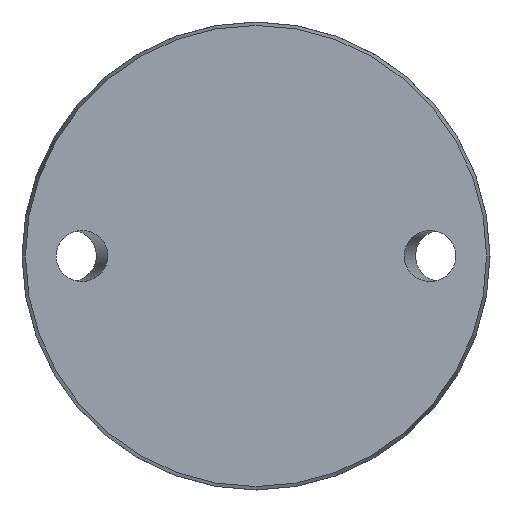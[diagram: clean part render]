
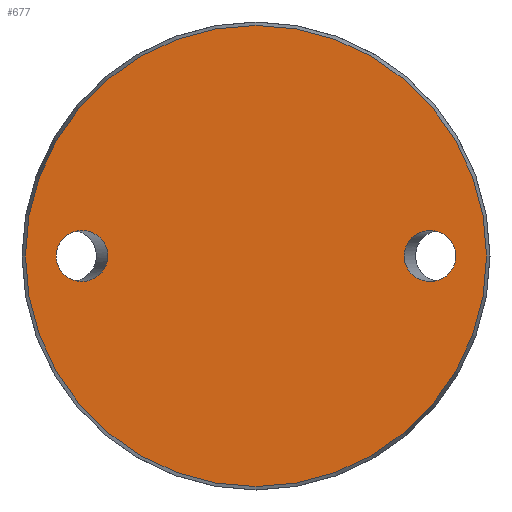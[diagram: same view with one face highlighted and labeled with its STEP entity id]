
A CAD part, front view. The second image highlights one B-rep face of the part: STEP entity #677.
In plain terms, the highlighted planar face has unit normal (0, -1, 0).
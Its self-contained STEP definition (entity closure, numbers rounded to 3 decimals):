
#24 = ORIENTED_EDGE ( 'NONE', *, *, #948, .T. ) ;
#25 = CARTESIAN_POINT ( 'NONE',  ( 24.691, 0., -8.5 ) ) ;
#47 = CARTESIAN_POINT ( 'NONE',  ( -24.691, 0., 8.5 ) ) ;
#56 = FACE_OUTER_BOUND ( 'NONE', #501, .T. ) ;
#70 = CARTESIAN_POINT ( 'NONE',  ( -38.425, 0., 0. ) ) ;
#75 = DIRECTION ( 'NONE',  ( 0., 0., 1. ) ) ;
#85 =( BOUNDED_CURVE ( )  B_SPLINE_CURVE ( 3, ( #689, #25, #907, #542, #843, #103, #402 ),
 .UNSPECIFIED., .T., .T. ) 
 B_SPLINE_CURVE_WITH_KNOTS ( ( 4, 3, 4 ),
 ( 0., 3.142, 6.283 ),
 .UNSPECIFIED. ) 
 CURVE ( )  GEOMETRIC_REPRESENTATION_ITEM ( )  RATIONAL_B_SPLINE_CURVE ( ( 1., 0.333, 0.333, 1., 0.333, 0.333, 1. ) ) 
 REPRESENTATION_ITEM ( '' )  );
#87 = EDGE_LOOP ( 'NONE', ( #24 ) ) ;
#103 = CARTESIAN_POINT ( 'NONE',  ( 24.691, 0., 8.5 ) ) ;
#113 = VERTEX_POINT ( 'NONE', #772 ) ;
#121 = ORIENTED_EDGE ( 'NONE', *, *, #575, .F. ) ;
#188 = EDGE_LOOP ( 'NONE', ( #121 ) ) ;
#209 = FACE_BOUND ( 'NONE', #87, .T. ) ;
#255 = CIRCLE ( 'NONE', #760, 38.425 ) ;
#276 = AXIS2_PLACEMENT_3D ( 'NONE', #70, #652, #75 ) ;
#341 = CARTESIAN_POINT ( 'NONE',  ( -24.691, 0., -8.5 ) ) ;
#353 = CARTESIAN_POINT ( 'NONE',  ( 0., 0., 0. ) ) ;
#357 = PLANE ( 'NONE',  #276 ) ;
#363 = ORIENTED_EDGE ( 'NONE', *, *, #507, .T. ) ;
#402 = CARTESIAN_POINT ( 'NONE',  ( 24.691, 0., 0. ) ) ;
#418 = CARTESIAN_POINT ( 'NONE',  ( -33.309, 0., 0. ) ) ;
#462 =( BOUNDED_CURVE ( )  B_SPLINE_CURVE ( 3, ( #864, #627, #47, #491, #341, #916, #418 ),
 .UNSPECIFIED., .T., .T. ) 
 B_SPLINE_CURVE_WITH_KNOTS ( ( 4, 3, 4 ),
 ( 0., 3.142, 6.283 ),
 .UNSPECIFIED. ) 
 CURVE ( )  GEOMETRIC_REPRESENTATION_ITEM ( )  RATIONAL_B_SPLINE_CURVE ( ( 1., 0.333, 0.333, 1., 0.333, 0.333, 1. ) ) 
 REPRESENTATION_ITEM ( '' )  );
#491 = CARTESIAN_POINT ( 'NONE',  ( -24.691, 0., 0. ) ) ;
#501 = EDGE_LOOP ( 'NONE', ( #363 ) ) ;
#507 = EDGE_CURVE ( 'NONE', #850, #850, #255, .T. ) ;
#542 = CARTESIAN_POINT ( 'NONE',  ( 33.309, 0., 0. ) ) ;
#558 = CARTESIAN_POINT ( 'NONE',  ( 0., 0., -38.425 ) ) ;
#567 = DIRECTION ( 'NONE',  ( 0., -1., 0. ) ) ;
#575 = EDGE_CURVE ( 'NONE', #113, #113, #85, .T. ) ;
#627 = CARTESIAN_POINT ( 'NONE',  ( -33.309, 0., 8.5 ) ) ;
#646 = DIRECTION ( 'NONE',  ( 0., 0., -1. ) ) ;
#652 = DIRECTION ( 'NONE',  ( 0., 1., 0. ) ) ;
#661 = CARTESIAN_POINT ( 'NONE',  ( -33.309, 0., 0. ) ) ;
#677 = ADVANCED_FACE ( 'NONE', ( #209, #739, #56 ), #357, .F. ) ;
#689 = CARTESIAN_POINT ( 'NONE',  ( 24.691, 0., 0. ) ) ;
#733 = VERTEX_POINT ( 'NONE', #661 ) ;
#739 = FACE_BOUND ( 'NONE', #188, .T. ) ;
#760 = AXIS2_PLACEMENT_3D ( 'NONE', #353, #567, #646 ) ;
#772 = CARTESIAN_POINT ( 'NONE',  ( 24.691, 0., 0. ) ) ;
#843 = CARTESIAN_POINT ( 'NONE',  ( 33.309, 0., 8.5 ) ) ;
#850 = VERTEX_POINT ( 'NONE', #558 ) ;
#864 = CARTESIAN_POINT ( 'NONE',  ( -33.309, 0., 0. ) ) ;
#907 = CARTESIAN_POINT ( 'NONE',  ( 33.309, 0., -8.5 ) ) ;
#916 = CARTESIAN_POINT ( 'NONE',  ( -33.309, 0., -8.5 ) ) ;
#948 = EDGE_CURVE ( 'NONE', #733, #733, #462, .T. ) ;
